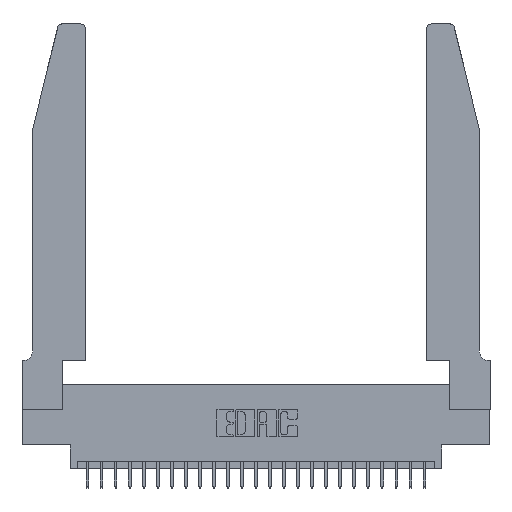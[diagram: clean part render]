
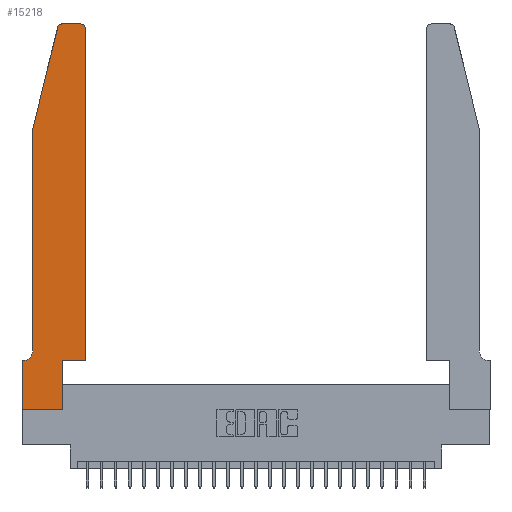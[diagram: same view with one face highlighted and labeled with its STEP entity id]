
A CAD part, top view. The second image highlights one B-rep face of the part: STEP entity #15218.
In plain terms, the highlighted planar face has unit normal (0, 0, 1).
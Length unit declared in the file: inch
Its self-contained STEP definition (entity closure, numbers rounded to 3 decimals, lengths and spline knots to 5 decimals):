
#73 = CARTESIAN_POINT ( 'NONE',  ( 0.0055, 0.42, 0.37 ) ) ;
#174 = DIRECTION ( 'NONE',  ( 1., 0., 0. ) ) ;
#375 = CIRCLE ( 'NONE', #12125, 0.03 ) ;
#753 = ORIENTED_EDGE ( 'NONE', *, *, #3489, .T. ) ;
#810 = EDGE_CURVE ( 'NONE', #18664, #17436, #22208, .T. ) ;
#829 = DIRECTION ( 'NONE',  ( 1., 0., 0. ) ) ;
#1057 = VERTEX_POINT ( 'NONE', #23170 ) ;
#1107 = DIRECTION ( 'NONE',  ( 0., 0., 1. ) ) ;
#1524 = DIRECTION ( 'NONE',  ( -0.239, -0.971, 0. ) ) ;
#1667 = VECTOR ( 'NONE', #20190, 39.37008 ) ;
#1997 = CARTESIAN_POINT ( 'NONE',  ( 0.4205, 2.75, 0.37 ) ) ;
#2071 = ORIENTED_EDGE ( 'NONE', *, *, #24716, .T. ) ;
#2310 = VECTOR ( 'NONE', #5474, 39.37008 ) ;
#2347 = CIRCLE ( 'NONE', #17626, 0.03 ) ;
#2497 = EDGE_CURVE ( 'NONE', #1057, #12314, #5476, .T. ) ;
#2873 = DIRECTION ( 'NONE',  ( 0., 1., 0. ) ) ;
#2892 = DIRECTION ( 'NONE',  ( 0., -1., 0. ) ) ;
#3489 = EDGE_CURVE ( 'NONE', #18302, #25017, #7162, .T. ) ;
#3829 = CARTESIAN_POINT ( 'NONE',  ( 0., 0.35, 0.37 ) ) ;
#4223 = DIRECTION ( 'NONE',  ( 1., 0., 0. ) ) ;
#4518 = ORIENTED_EDGE ( 'NONE', *, *, #11847, .T. ) ;
#5474 = DIRECTION ( 'NONE',  ( 1., 0., 0. ) ) ;
#5476 = LINE ( 'NONE', #7364, #16594 ) ;
#5883 = DIRECTION ( 'NONE',  ( 0., 0., 1. ) ) ;
#7162 = LINE ( 'NONE', #9066, #10554 ) ;
#7229 = LINE ( 'NONE', #19798, #21887 ) ;
#7364 = CARTESIAN_POINT ( 'NONE',  ( 0.2865, 0.35, 0.37 ) ) ;
#7817 = VECTOR ( 'NONE', #1524, 39.37008 ) ;
#7956 = ORIENTED_EDGE ( 'NONE', *, *, #2497, .T. ) ;
#7988 = ORIENTED_EDGE ( 'NONE', *, *, #810, .T. ) ;
#8006 = CARTESIAN_POINT ( 'NONE',  ( 0., 0., 0.37 ) ) ;
#8036 = CARTESIAN_POINT ( 'NONE',  ( 0.0755, 2., 0.37 ) ) ;
#8212 = CARTESIAN_POINT ( 'NONE',  ( 0.4505, 2.72, 0.37 ) ) ;
#9066 = CARTESIAN_POINT ( 'NONE',  ( 0.0755, 0.35, 0.37 ) ) ;
#9260 = CIRCLE ( 'NONE', #11445, 0.07 ) ;
#9582 = EDGE_CURVE ( 'NONE', #15657, #1057, #15172, .T. ) ;
#9708 = LINE ( 'NONE', #15857, #2310 ) ;
#9930 = AXIS2_PLACEMENT_3D ( 'NONE', #3829, #5883, #4223 ) ;
#10299 = CARTESIAN_POINT ( 'NONE',  ( 0.284, 2.75, 0.37 ) ) ;
#10313 = DIRECTION ( 'NONE',  ( 0., 0., -1. ) ) ;
#10554 = VECTOR ( 'NONE', #17410, 39.37008 ) ;
#10815 = ORIENTED_EDGE ( 'NONE', *, *, #17719, .T. ) ;
#10888 = ORIENTED_EDGE ( 'NONE', *, *, #14861, .T. ) ;
#10934 = ORIENTED_EDGE ( 'NONE', *, *, #21805, .T. ) ;
#11195 = VERTEX_POINT ( 'NONE', #14667 ) ;
#11445 = AXIS2_PLACEMENT_3D ( 'NONE', #73, #10313, #26892 ) ;
#11810 = EDGE_CURVE ( 'NONE', #23166, #23456, #7229, .T. ) ;
#11826 = CARTESIAN_POINT ( 'NONE',  ( 0.2605, 2.75, 0.37 ) ) ;
#11847 = EDGE_CURVE ( 'NONE', #25017, #15657, #16580, .T. ) ;
#11876 = EDGE_CURVE ( 'NONE', #16510, #18302, #9260, .T. ) ;
#12125 = AXIS2_PLACEMENT_3D ( 'NONE', #26236, #26481, #16172 ) ;
#12314 = VERTEX_POINT ( 'NONE', #14914 ) ;
#12819 = EDGE_LOOP ( 'NONE', ( #7988, #10888, #10815, #15696, #13027, #753, #4518, #13994, #7956, #10934, #20449, #2071 ) ) ;
#13027 = ORIENTED_EDGE ( 'NONE', *, *, #11876, .T. ) ;
#13994 = ORIENTED_EDGE ( 'NONE', *, *, #9582, .T. ) ;
#14069 = VECTOR ( 'NONE', #25030, 39.37008 ) ;
#14667 = CARTESIAN_POINT ( 'NONE',  ( 0.25487, 2.72718, 0.37 ) ) ;
#14861 = EDGE_CURVE ( 'NONE', #17436, #11195, #375, .T. ) ;
#14914 = CARTESIAN_POINT ( 'NONE',  ( 0.2865, 0.35, 0.37 ) ) ;
#15172 = LINE ( 'NONE', #23478, #25090 ) ;
#15218 = ADVANCED_FACE ( 'NONE', ( #16275 ), #16400, .T. ) ;
#15409 = VECTOR ( 'NONE', #2892, 39.37008 ) ;
#15657 = VERTEX_POINT ( 'NONE', #8006 ) ;
#15696 = ORIENTED_EDGE ( 'NONE', *, *, #24130, .T. ) ;
#15705 = DIRECTION ( 'NONE',  ( 0., 1., 0. ) ) ;
#15857 = CARTESIAN_POINT ( 'NONE',  ( 0.4505, 0.35, 0.37 ) ) ;
#16172 = DIRECTION ( 'NONE',  ( 1., 0., 0. ) ) ;
#16275 = FACE_OUTER_BOUND ( 'NONE', #12819, .T. ) ;
#16400 = PLANE ( 'NONE',  #9930 ) ;
#16510 = VERTEX_POINT ( 'NONE', #19499 ) ;
#16580 = LINE ( 'NONE', #18373, #14069 ) ;
#16594 = VECTOR ( 'NONE', #2873, 39.37008 ) ;
#17410 = DIRECTION ( 'NONE',  ( -1., 0., 0. ) ) ;
#17436 = VERTEX_POINT ( 'NONE', #10299 ) ;
#17626 = AXIS2_PLACEMENT_3D ( 'NONE', #21678, #1107, #829 ) ;
#17719 = EDGE_CURVE ( 'NONE', #11195, #19223, #22253, .T. ) ;
#18302 = VERTEX_POINT ( 'NONE', #25067 ) ;
#18373 = CARTESIAN_POINT ( 'NONE',  ( 0., 0., 0.37 ) ) ;
#18664 = VERTEX_POINT ( 'NONE', #1997 ) ;
#19223 = VERTEX_POINT ( 'NONE', #26040 ) ;
#19499 = CARTESIAN_POINT ( 'NONE',  ( 0.0755, 0.42, 0.37 ) ) ;
#19632 = CARTESIAN_POINT ( 'NONE',  ( 0., 0.35, 0.37 ) ) ;
#19798 = CARTESIAN_POINT ( 'NONE',  ( 0.4505, 0.35, 0.37 ) ) ;
#20190 = DIRECTION ( 'NONE',  ( -1., 0., 0. ) ) ;
#20226 = CARTESIAN_POINT ( 'NONE',  ( 0.0755, 2., 0.37 ) ) ;
#20449 = ORIENTED_EDGE ( 'NONE', *, *, #11810, .T. ) ;
#21678 = CARTESIAN_POINT ( 'NONE',  ( 0.4205, 2.72, 0.37 ) ) ;
#21805 = EDGE_CURVE ( 'NONE', #12314, #23166, #9708, .T. ) ;
#21807 = CARTESIAN_POINT ( 'NONE',  ( 0.4505, 0.35, 0.37 ) ) ;
#21887 = VECTOR ( 'NONE', #15705, 39.37008 ) ;
#22208 = LINE ( 'NONE', #11826, #1667 ) ;
#22253 = LINE ( 'NONE', #20226, #7817 ) ;
#23166 = VERTEX_POINT ( 'NONE', #21807 ) ;
#23170 = CARTESIAN_POINT ( 'NONE',  ( 0.2865, 0., 0.37 ) ) ;
#23456 = VERTEX_POINT ( 'NONE', #8212 ) ;
#23478 = CARTESIAN_POINT ( 'NONE',  ( 0., 0., 0.37 ) ) ;
#24130 = EDGE_CURVE ( 'NONE', #19223, #16510, #26678, .T. ) ;
#24716 = EDGE_CURVE ( 'NONE', #23456, #18664, #2347, .T. ) ;
#25017 = VERTEX_POINT ( 'NONE', #19632 ) ;
#25030 = DIRECTION ( 'NONE',  ( 0., -1., 0. ) ) ;
#25067 = CARTESIAN_POINT ( 'NONE',  ( 0.0055, 0.35, 0.37 ) ) ;
#25090 = VECTOR ( 'NONE', #174, 39.37008 ) ;
#26040 = CARTESIAN_POINT ( 'NONE',  ( 0.0755, 2., 0.37 ) ) ;
#26236 = CARTESIAN_POINT ( 'NONE',  ( 0.284, 2.72, 0.37 ) ) ;
#26481 = DIRECTION ( 'NONE',  ( 0., 0., 1. ) ) ;
#26678 = LINE ( 'NONE', #8036, #15409 ) ;
#26892 = DIRECTION ( 'NONE',  ( -1., 0., 0. ) ) ;
